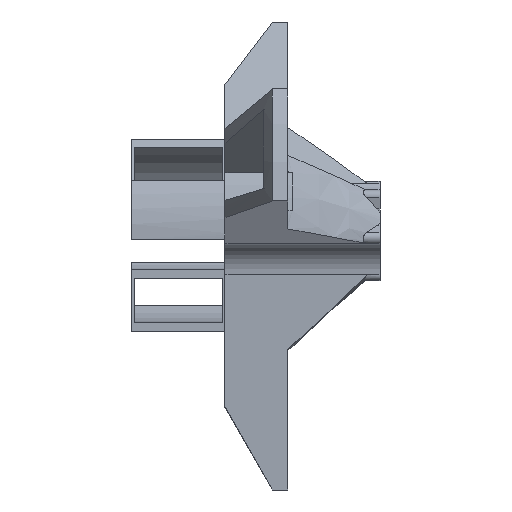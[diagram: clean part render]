
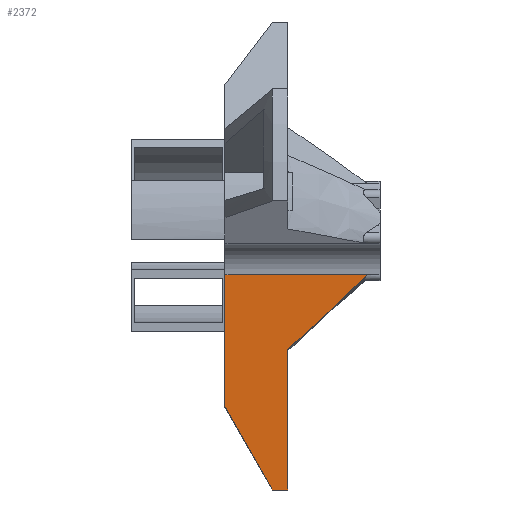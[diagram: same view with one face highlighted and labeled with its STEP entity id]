
A CAD part, left-side view. The second image highlights one B-rep face of the part: STEP entity #2372.
In plain terms, the highlighted planar face has unit normal (-1, 0, -0.032).
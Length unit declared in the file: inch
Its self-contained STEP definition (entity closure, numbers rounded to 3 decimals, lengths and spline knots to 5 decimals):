
#497=CARTESIAN_POINT('',(-0.10646,1.,-1.13542));
#498=CARTESIAN_POINT('',(-0.10472,0.96932,
-1.18955));
#499=CARTESIAN_POINT('',(-0.10113,0.90577,
-1.30152));
#500=CARTESIAN_POINT('',(-0.09537,0.80397,
-1.48062));
#501=CARTESIAN_POINT('',(-0.09129,0.73172,
-1.60757));
#502=CARTESIAN_POINT('',(-0.08919,0.69452,
-1.67293));
#587=DIRECTION('',(-0.032,0.,0.999));
#588=VECTOR('',#587,0.90718);
#589=CARTESIAN_POINT('',(-0.08919,0.59452,
-1.67293));
#590=LINE('',#589,#588);
#776=DIRECTION('',(0.,-1.,0.));
#777=VECTOR('',#776,0.1);
#778=CARTESIAN_POINT('',(-0.08919,0.69452,
-1.67293));
#779=LINE('',#778,#777);
#816=CARTESIAN_POINT('',(-0.13384,0.08182,
-0.28368));
#817=CARTESIAN_POINT('',(-0.13322,0.10085,
-0.30293));
#818=CARTESIAN_POINT('',(-0.13191,0.14203,
-0.34373));
#819=CARTESIAN_POINT('',(-0.12972,0.21281,
-0.41189));
#820=CARTESIAN_POINT('',(-0.12729,0.29293,
-0.48758));
#821=CARTESIAN_POINT('',(-0.1246,0.38261,
-0.5712));
#822=CARTESIAN_POINT('',(-0.12164,0.48222,
-0.66324));
#823=CARTESIAN_POINT('',(-0.11947,0.55591,
-0.73088));
#824=CARTESIAN_POINT('',(-0.11833,0.59452,
-0.76622));
#826=DIRECTION('',(-0.032,0.,0.999));
#827=VECTOR('',#826,0.85218);
#828=CARTESIAN_POINT('',(-0.10646,1.,-1.13542));
#829=LINE('',#828,#827);
#839=DIRECTION('',(0.,1.,0.));
#840=VECTOR('',#839,0.91818);
#841=CARTESIAN_POINT('',(-0.13384,0.08182,
-0.28368));
#842=LINE('',#841,#840);
#1384=CARTESIAN_POINT('',(-0.13384,1.,-0.28368));
#1386=VERTEX_POINT('',#1384);
#1390=CARTESIAN_POINT('',(-0.13384,0.08182,
-0.28368));
#1391=VERTEX_POINT('',#1390);
#1450=CARTESIAN_POINT('',(-0.08919,0.59452,
-1.67293));
#1451=CARTESIAN_POINT('',(-0.11833,0.59452,
-0.76622));
#1452=VERTEX_POINT('',#1450);
#1453=VERTEX_POINT('',#1451);
#1458=CARTESIAN_POINT('',(-0.08919,0.69452,
-1.67293));
#1459=VERTEX_POINT('',#1458);
#1462=VERTEX_POINT('',#497);
#2358=CARTESIAN_POINT('',(-0.1293,0.,-0.42497));
#2359=DIRECTION('',(0.999,0.,0.032));
#2360=DIRECTION('',(-0.032,0.,0.999));
#2361=AXIS2_PLACEMENT_3D('',#2358,#2359,#2360);
#2362=PLANE('',#2361);
#2363=ORIENTED_EDGE('',*,*,#1738,.T.);
#2364=ORIENTED_EDGE('',*,*,#2046,.F.);
#2365=ORIENTED_EDGE('',*,*,#2322,.F.);
#2366=ORIENTED_EDGE('',*,*,#1937,.F.);
#2367=ORIENTED_EDGE('',*,*,#1860,.T.);
#2369=ORIENTED_EDGE('',*,*,#2368,.F.);
#2370=EDGE_LOOP('',(#2363,#2364,#2365,#2366,#2367,#2369));
#2371=FACE_OUTER_BOUND('',#2370,.F.);
#2372=ADVANCED_FACE('',(#2371),#2362,.F.);
#503=B_SPLINE_CURVE_WITH_KNOTS('',3,(#497,#498,#499,#500,#501,#502),
.UNSPECIFIED.,.F.,.F.,(4,1,1,4),(0.,0.33333,0.66667,1.),
.UNSPECIFIED.);
#825=B_SPLINE_CURVE_WITH_KNOTS('',3,(#816,#817,#818,#819,#820,#821,#822,#823,
#824),.UNSPECIFIED.,.F.,.F.,(4,1,1,1,1,1,4),(0.,0.16667,
0.33333,0.5,0.66667,0.83333,1.),
.UNSPECIFIED.);
#1738=EDGE_CURVE('',#1391,#1453,#825,.T.);
#1860=EDGE_CURVE('',#1462,#1386,#829,.T.);
#1937=EDGE_CURVE('',#1462,#1459,#503,.T.);
#2046=EDGE_CURVE('',#1452,#1453,#590,.T.);
#2322=EDGE_CURVE('',#1459,#1452,#779,.T.);
#2368=EDGE_CURVE('',#1391,#1386,#842,.T.);
